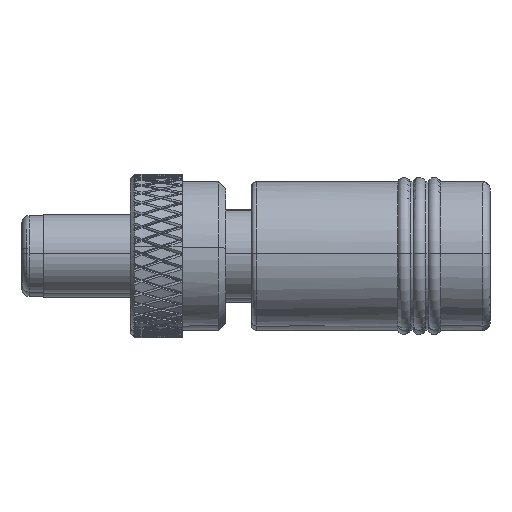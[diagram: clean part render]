
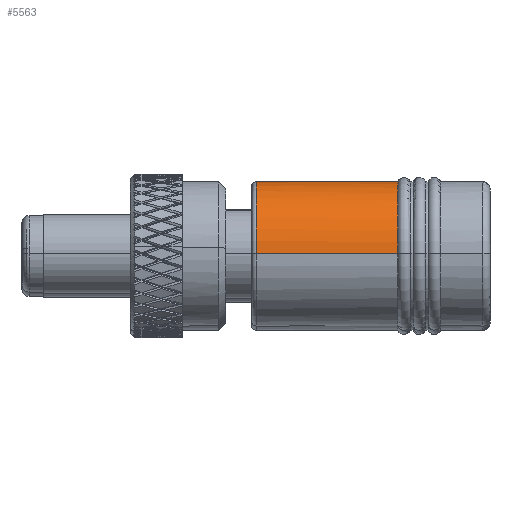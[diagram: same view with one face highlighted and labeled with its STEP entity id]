
A CAD part, top view. The second image highlights one B-rep face of the part: STEP entity #5563.
In plain terms, the highlighted cylindrical face has radius 5 mm (diameter 10 mm), a partial arc.
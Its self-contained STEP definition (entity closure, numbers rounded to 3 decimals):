
#508 = CARTESIAN_POINT ( 'NONE',  ( 8.135, 1.732, 4.694 ) ) ;
#784 = DIRECTION ( 'NONE',  ( 1., 0., 0. ) ) ;
#847 = CARTESIAN_POINT ( 'NONE',  ( 6.374, 3.681, 3.384 ) ) ;
#1611 = CARTESIAN_POINT ( 'NONE',  ( 8.447, 0.694, 4.955 ) ) ;
#4203 = CARTESIAN_POINT ( 'NONE',  ( 16.5, 0., 5. ) ) ;
#4284 = ORIENTED_EDGE ( 'NONE', *, *, #63431, .T. ) ;
#4785 = CARTESIAN_POINT ( 'NONE',  ( 16.2, 0., -5. ) ) ;
#5202 = CARTESIAN_POINT ( 'NONE',  ( 16.5, 0., -5. ) ) ;
#5563 = ADVANCED_FACE ( 'NONE', ( #15674 ), #18831, .T. ) ;
#6007 = CARTESIAN_POINT ( 'NONE',  ( 16.2, 0., 0. ) ) ;
#6693 = LINE ( 'NONE', #4203, #30416 ) ;
#6833 = CARTESIAN_POINT ( 'NONE',  ( 16.5, 0., 0. ) ) ;
#7112 = CARTESIAN_POINT ( 'NONE',  ( 6.374, 0., -5. ) ) ;
#8430 = CARTESIAN_POINT ( 'NONE',  ( 8.492, 0.268, 4.993 ) ) ;
#9510 = EDGE_CURVE ( 'NONE', #36469, #29424, #17057, .T. ) ;
#10446 = EDGE_CURVE ( 'NONE', #36753, #16019, #46120, .T. ) ;
#10487 = CARTESIAN_POINT ( 'NONE',  ( 6.92, 3.323, 3.747 ) ) ;
#10675 = DIRECTION ( 'NONE',  ( -1., 0., 0. ) ) ;
#14938 = DIRECTION ( 'NONE',  ( 1., 0., 0. ) ) ;
#15394 = ORIENTED_EDGE ( 'NONE', *, *, #40624, .T. ) ;
#15568 = CARTESIAN_POINT ( 'NONE',  ( 7.396, 2.876, 4.1 ) ) ;
#15674 = FACE_OUTER_BOUND ( 'NONE', #16955, .T. ) ;
#16019 = VERTEX_POINT ( 'NONE', #48035 ) ;
#16041 = CIRCLE ( 'NONE', #38536, 5. ) ;
#16955 = EDGE_LOOP ( 'NONE', ( #31352, #30635, #4284, #35690, #15394, #28612 ) ) ;
#17057 = LINE ( 'NONE', #5202, #42349 ) ;
#18450 = CARTESIAN_POINT ( 'NONE',  ( 16.2, 0., 5. ) ) ;
#18831 = CYLINDRICAL_SURFACE ( 'NONE', #47475, 5. ) ;
#20414 = CARTESIAN_POINT ( 'NONE',  ( 6.374, 3.681, 3.384 ) ) ;
#21503 = CARTESIAN_POINT ( 'NONE',  ( 8.323, 1.226, 4.851 ) ) ;
#21719 = CARTESIAN_POINT ( 'NONE',  ( 8.474, 0.508, 4.978 ) ) ;
#24702 = VERTEX_POINT ( 'NONE', #18450 ) ;
#24865 = CARTESIAN_POINT ( 'NONE',  ( 6.374, 0., 0. ) ) ;
#25708 = CARTESIAN_POINT ( 'NONE',  ( 7.894, 2.193, 4.496 ) ) ;
#26296 = DIRECTION ( 'NONE',  ( 1., 0., 0. ) ) ;
#26427 = CARTESIAN_POINT ( 'NONE',  ( 8.5, 0., 5. ) ) ;
#27032 = CARTESIAN_POINT ( 'NONE',  ( 8.372, 1.052, 4.891 ) ) ;
#28612 = ORIENTED_EDGE ( 'NONE', *, *, #10446, .T. ) ;
#29166 = CIRCLE ( 'NONE', #51867, 5. ) ;
#29424 = VERTEX_POINT ( 'NONE', #4785 ) ;
#30416 = VECTOR ( 'NONE', #49524, 1000. ) ;
#30635 = ORIENTED_EDGE ( 'NONE', *, *, #47213, .T. ) ;
#30781 = DIRECTION ( 'NONE',  ( 0., 0., -1. ) ) ;
#30810 = CARTESIAN_POINT ( 'NONE',  ( 7.98, 2.045, 4.566 ) ) ;
#31352 = ORIENTED_EDGE ( 'NONE', *, *, #34119, .T. ) ;
#31616 = DIRECTION ( 'NONE',  ( 0., 0., -1. ) ) ;
#34119 = EDGE_CURVE ( 'NONE', #16019, #54575, #54860, .T. ) ;
#35690 = ORIENTED_EDGE ( 'NONE', *, *, #9510, .F. ) ;
#35870 = CARTESIAN_POINT ( 'NONE',  ( 8.205, 1.566, 4.752 ) ) ;
#36469 = VERTEX_POINT ( 'NONE', #7112 ) ;
#36753 = VERTEX_POINT ( 'NONE', #847 ) ;
#37387 = CARTESIAN_POINT ( 'NONE',  ( 8.488, 0.322, 4.99 ) ) ;
#38257 = CARTESIAN_POINT ( 'NONE',  ( 8.5, 0., 5. ) ) ;
#38466 = CARTESIAN_POINT ( 'NONE',  ( 8.498, 0.161, 4.998 ) ) ;
#38536 = AXIS2_PLACEMENT_3D ( 'NONE', #24865, #14938, #55332 ) ;
#40624 = EDGE_CURVE ( 'NONE', #36469, #36753, #16041, .T. ) ;
#42349 = VECTOR ( 'NONE', #784, 1000. ) ;
#43151 = CARTESIAN_POINT ( 'NONE',  ( 8.5, 0.054, 5. ) ) ;
#46120 = B_SPLINE_CURVE_WITH_KNOTS ( 'NONE', 3,
 ( #20414, #60792, #10487, #15568, #55955, #25708, #30810, #508, #35870, #21503, #27032, #1611, #21719, #37387 ),
 .UNSPECIFIED., .F., .F.,
 ( 4, 2, 2, 2, 2, 2, 4 ),
 ( 0.009, 0.011, 0.012, 0.012, 0.013, 0.013, 0.014 ),
 .UNSPECIFIED. ) ;
#47213 = EDGE_CURVE ( 'NONE', #54575, #24702, #6693, .T. ) ;
#47475 = AXIS2_PLACEMENT_3D ( 'NONE', #6833, #26296, #31616 ) ;
#48035 = CARTESIAN_POINT ( 'NONE',  ( 8.488, 0.322, 4.99 ) ) ;
#49524 = DIRECTION ( 'NONE',  ( 1., 0., 0. ) ) ;
#51867 = AXIS2_PLACEMENT_3D ( 'NONE', #6007, #10675, #30781 ) ;
#52656 = CARTESIAN_POINT ( 'NONE',  ( 8.488, 0.322, 4.99 ) ) ;
#54575 = VERTEX_POINT ( 'NONE', #26427 ) ;
#54860 = B_SPLINE_CURVE_WITH_KNOTS ( 'NONE', 3,
 ( #52656, #8430, #38466, #43151, #38257 ),
 .UNSPECIFIED., .F., .F.,
 ( 4, 1, 4 ),
 ( 0.014, 0.014, 0.014 ),
 .UNSPECIFIED. ) ;
#55332 = DIRECTION ( 'NONE',  ( 0., 0., -1. ) ) ;
#55955 = CARTESIAN_POINT ( 'NONE',  ( 7.615, 2.619, 4.271 ) ) ;
#60792 = CARTESIAN_POINT ( 'NONE',  ( 6.658, 3.517, 3.562 ) ) ;
#63431 = EDGE_CURVE ( 'NONE', #24702, #29424, #29166, .T. ) ;
